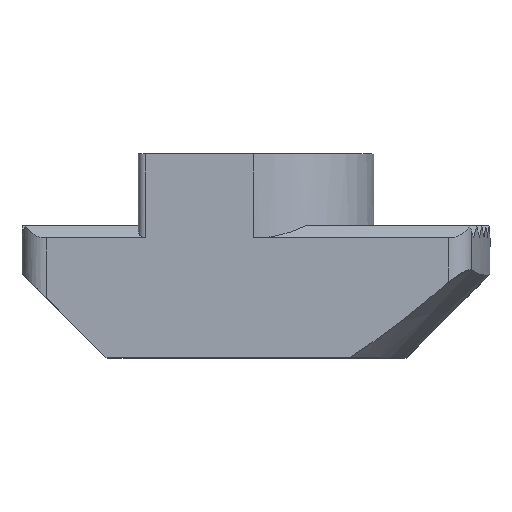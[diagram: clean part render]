
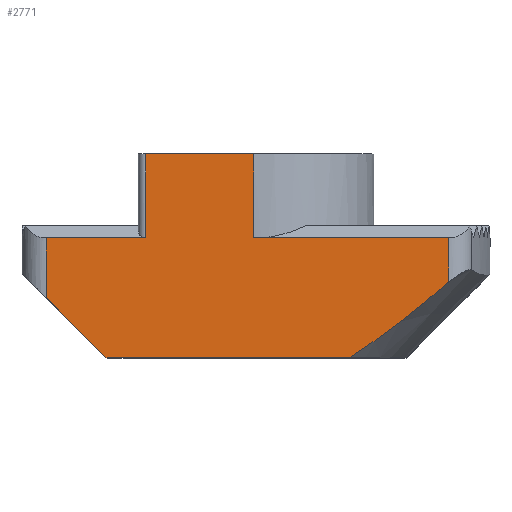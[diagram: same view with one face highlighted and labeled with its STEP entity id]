
A CAD part, top view. The second image highlights one B-rep face of the part: STEP entity #2771.
In plain terms, the highlighted planar face has unit normal (0, 0, 1).
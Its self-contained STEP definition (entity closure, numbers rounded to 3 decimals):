
#5 = LINE ( 'NONE', #2299, #2681 ) ;
#32 = CARTESIAN_POINT ( 'NONE',  ( 0., 0., 4.9 ) ) ;
#101 = ORIENTED_EDGE ( 'NONE', *, *, #823, .T. ) ;
#210 = VECTOR ( 'NONE', #1332, 1000. ) ;
#226 = LINE ( 'NONE', #619, #2493 ) ;
#231 = EDGE_LOOP ( 'NONE', ( #1928, #2780, #101, #1915, #1683, #2751, #1204, #2111, #2331, #787 ) ) ;
#237 = VERTEX_POINT ( 'NONE', #2923 ) ;
#288 = DIRECTION ( 'NONE',  ( 0., 0., 1. ) ) ;
#360 = CARTESIAN_POINT ( 'NONE',  ( -4.6, 5., 4.9 ) ) ;
#364 = LINE ( 'NONE', #2680, #736 ) ;
#373 = LINE ( 'NONE', #1250, #2148 ) ;
#387 = CARTESIAN_POINT ( 'NONE',  ( 3.88, 0., 4.9 ) ) ;
#406 = CARTESIAN_POINT ( 'NONE',  ( -0.1, 0., 4.9 ) ) ;
#431 = VERTEX_POINT ( 'NONE', #2548 ) ;
#445 = EDGE_CURVE ( 'NONE', #2239, #1875, #5, .T. ) ;
#486 = EDGE_CURVE ( 'NONE', #2125, #2166, #364, .T. ) ;
#520 = CARTESIAN_POINT ( 'NONE',  ( 8.026, 5., 4.9 ) ) ;
#619 = CARTESIAN_POINT ( 'NONE',  ( 6.25, 0., 4.9 ) ) ;
#627 = CARTESIAN_POINT ( 'NONE',  ( -4.9, 8.5, 4.9 ) ) ;
#635 = EDGE_CURVE ( 'NONE', #237, #2239, #1558, .T. ) ;
#680 = LINE ( 'NONE', #406, #210 ) ;
#736 = VECTOR ( 'NONE', #2918, 1000. ) ;
#787 = ORIENTED_EDGE ( 'NONE', *, *, #2347, .T. ) ;
#813 = CARTESIAN_POINT ( 'NONE',  ( -0.1, 5., 4.9 ) ) ;
#823 = EDGE_CURVE ( 'NONE', #431, #2125, #1630, .T. ) ;
#851 = CARTESIAN_POINT ( 'NONE',  ( -8.75, 0., 4.9 ) ) ;
#861 = CARTESIAN_POINT ( 'NONE',  ( 7.365, 2.589, 4.9 ) ) ;
#875 = CARTESIAN_POINT ( 'NONE',  ( -9.75, 3.5, 4.9 ) ) ;
#1088 = CARTESIAN_POINT ( 'NONE',  ( 4.615, 0.456, 4.9 ) ) ;
#1204 = ORIENTED_EDGE ( 'NONE', *, *, #445, .T. ) ;
#1209 = CARTESIAN_POINT ( 'NONE',  ( 3.88, 0., 4.9 ) ) ;
#1250 = CARTESIAN_POINT ( 'NONE',  ( -4.9, 5., 4.9 ) ) ;
#1311 = DIRECTION ( 'NONE',  ( 0.707, -0.707, 0. ) ) ;
#1332 = DIRECTION ( 'NONE',  ( 0., 1., 0. ) ) ;
#1377 = PLANE ( 'NONE',  #2056 ) ;
#1430 = DIRECTION ( 'NONE',  ( 1., 0., 0. ) ) ;
#1511 = EDGE_CURVE ( 'NONE', #1875, #2120, #373, .T. ) ;
#1549 = EDGE_CURVE ( 'NONE', #2775, #431, #2288, .T. ) ;
#1558 = LINE ( 'NONE', #627, #2198 ) ;
#1575 = VERTEX_POINT ( 'NONE', #2047 ) ;
#1630 = LINE ( 'NONE', #2332, #2516 ) ;
#1683 = ORIENTED_EDGE ( 'NONE', *, *, #1976, .T. ) ;
#1778 = DIRECTION ( 'NONE',  ( 0., -1., 0. ) ) ;
#1788 = CARTESIAN_POINT ( 'NONE',  ( 8.026, 3.154, 4.9 ) ) ;
#1820 = LINE ( 'NONE', #875, #2880 ) ;
#1875 = VERTEX_POINT ( 'NONE', #360 ) ;
#1906 = CARTESIAN_POINT ( 'NONE',  ( -8.75, 5., 4.9 ) ) ;
#1915 = ORIENTED_EDGE ( 'NONE', *, *, #486, .T. ) ;
#1928 = ORIENTED_EDGE ( 'NONE', *, *, #2324, .T. ) ;
#1976 = EDGE_CURVE ( 'NONE', #2166, #237, #680, .T. ) ;
#2013 = CARTESIAN_POINT ( 'NONE',  ( 6.695, 2.035, 4.9 ) ) ;
#2038 = DIRECTION ( 'NONE',  ( 0., 1., 0. ) ) ;
#2047 = CARTESIAN_POINT ( 'NONE',  ( -6.25, 0., 4.9 ) ) ;
#2056 = AXIS2_PLACEMENT_3D ( 'NONE', #32, #288, #1430 ) ;
#2111 = ORIENTED_EDGE ( 'NONE', *, *, #1511, .T. ) ;
#2120 = VERTEX_POINT ( 'NONE', #1906 ) ;
#2125 = VERTEX_POINT ( 'NONE', #520 ) ;
#2148 = VECTOR ( 'NONE', #2913, 1000. ) ;
#2166 = VERTEX_POINT ( 'NONE', #813 ) ;
#2198 = VECTOR ( 'NONE', #2437, 1000. ) ;
#2209 = CARTESIAN_POINT ( 'NONE',  ( -4.6, 8.5, 4.9 ) ) ;
#2239 = VERTEX_POINT ( 'NONE', #2209 ) ;
#2288 = B_SPLINE_CURVE_WITH_KNOTS ( 'NONE', 3,
 ( #387, #1088, #2945, #2013, #861, #1788 ),
 .UNSPECIFIED., .F., .F.,
 ( 4, 2, 4 ),
 ( 0.004, 0.007, 0.009 ),
 .UNSPECIFIED. ) ;
#2299 = CARTESIAN_POINT ( 'NONE',  ( -4.6, 0., 4.9 ) ) ;
#2307 = DIRECTION ( 'NONE',  ( 1., 0., 0. ) ) ;
#2324 = EDGE_CURVE ( 'NONE', #1575, #2775, #226, .T. ) ;
#2331 = ORIENTED_EDGE ( 'NONE', *, *, #2954, .T. ) ;
#2332 = CARTESIAN_POINT ( 'NONE',  ( 8.026, 5., 4.9 ) ) ;
#2347 = EDGE_CURVE ( 'NONE', #2815, #1575, #1820, .T. ) ;
#2433 = CARTESIAN_POINT ( 'NONE',  ( -8.75, 2.5, 4.9 ) ) ;
#2437 = DIRECTION ( 'NONE',  ( -1., 0., 0. ) ) ;
#2493 = VECTOR ( 'NONE', #2307, 1000. ) ;
#2495 = VECTOR ( 'NONE', #1778, 1000. ) ;
#2516 = VECTOR ( 'NONE', #2038, 1000. ) ;
#2548 = CARTESIAN_POINT ( 'NONE',  ( 8.026, 3.154, 4.9 ) ) ;
#2607 = FACE_OUTER_BOUND ( 'NONE', #231, .T. ) ;
#2680 = CARTESIAN_POINT ( 'NONE',  ( 4.9, 5., 4.9 ) ) ;
#2681 = VECTOR ( 'NONE', #3003, 1000. ) ;
#2751 = ORIENTED_EDGE ( 'NONE', *, *, #635, .T. ) ;
#2771 = ADVANCED_FACE ( 'NONE', ( #2607 ), #1377, .T. ) ;
#2775 = VERTEX_POINT ( 'NONE', #1209 ) ;
#2780 = ORIENTED_EDGE ( 'NONE', *, *, #1549, .T. ) ;
#2815 = VERTEX_POINT ( 'NONE', #2433 ) ;
#2880 = VECTOR ( 'NONE', #1311, 1000. ) ;
#2913 = DIRECTION ( 'NONE',  ( -1., 0., 0. ) ) ;
#2918 = DIRECTION ( 'NONE',  ( -1., 0., 0. ) ) ;
#2923 = CARTESIAN_POINT ( 'NONE',  ( -0.1, 8.5, 4.9 ) ) ;
#2930 = LINE ( 'NONE', #851, #2495 ) ;
#2945 = CARTESIAN_POINT ( 'NONE',  ( 5.32, 0.97, 4.9 ) ) ;
#2954 = EDGE_CURVE ( 'NONE', #2120, #2815, #2930, .T. ) ;
#3003 = DIRECTION ( 'NONE',  ( 0., -1., 0. ) ) ;
